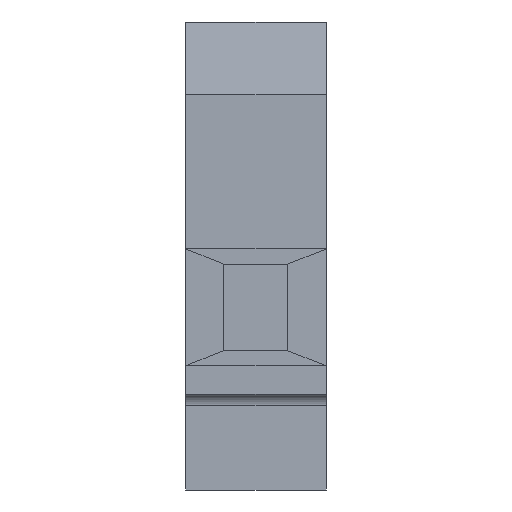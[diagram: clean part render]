
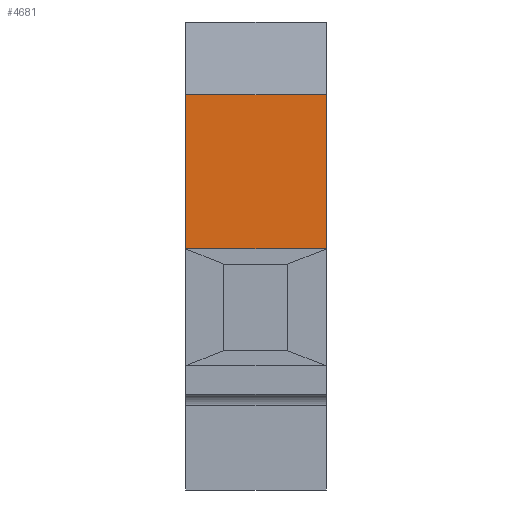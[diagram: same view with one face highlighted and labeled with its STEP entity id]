
A CAD part, left-side view. The second image highlights one B-rep face of the part: STEP entity #4681.
In plain terms, the highlighted planar face has unit normal (-1, 0, 0).
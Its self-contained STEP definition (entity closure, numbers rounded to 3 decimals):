
#1528 = VERTEX_POINT ( 'NONE', #29673 ) ;
#1906 = ORIENTED_EDGE ( 'NONE', *, *, #23968, .T. ) ;
#1937 = VERTEX_POINT ( 'NONE', #7572 ) ;
#3269 = LINE ( 'NONE', #13678, #30274 ) ;
#4234 = LINE ( 'NONE', #14302, #18572 ) ;
#4681 = ADVANCED_FACE ( 'NONE', ( #16593 ), #14166, .T. ) ;
#4951 = CARTESIAN_POINT ( 'NONE',  ( -15., 6., 10.307 ) ) ;
#7572 = CARTESIAN_POINT ( 'NONE',  ( -15., 6., 16.891 ) ) ;
#8185 = CARTESIAN_POINT ( 'NONE',  ( -15., 6., 16.891 ) ) ;
#8236 = VERTEX_POINT ( 'NONE', #15773 ) ;
#8361 = AXIS2_PLACEMENT_3D ( 'NONE', #24080, #31584, #19190 ) ;
#8603 = DIRECTION ( 'NONE',  ( 0., -1., 0. ) ) ;
#9992 = DIRECTION ( 'NONE',  ( 0., -1., 0. ) ) ;
#10794 = LINE ( 'NONE', #8185, #17507 ) ;
#13678 = CARTESIAN_POINT ( 'NONE',  ( -15., 6., 16.891 ) ) ;
#14166 = PLANE ( 'NONE',  #8361 ) ;
#14302 = CARTESIAN_POINT ( 'NONE',  ( -15., 0., 16.891 ) ) ;
#14842 = EDGE_CURVE ( 'NONE', #8236, #1528, #27582, .T. ) ;
#15773 = CARTESIAN_POINT ( 'NONE',  ( -15., 6., 10.307 ) ) ;
#15825 = DIRECTION ( 'NONE',  ( 0., 0., -1. ) ) ;
#16593 = FACE_OUTER_BOUND ( 'NONE', #27429, .T. ) ;
#17435 = CARTESIAN_POINT ( 'NONE',  ( -15., 0., 16.891 ) ) ;
#17507 = VECTOR ( 'NONE', #15825, 1000. ) ;
#18572 = VECTOR ( 'NONE', #26345, 1000. ) ;
#19190 = DIRECTION ( 'NONE',  ( 0., 0., 1. ) ) ;
#20481 = ORIENTED_EDGE ( 'NONE', *, *, #14842, .T. ) ;
#20939 = EDGE_CURVE ( 'NONE', #1937, #30376, #3269, .T. ) ;
#20978 = ORIENTED_EDGE ( 'NONE', *, *, #20939, .F. ) ;
#22322 = ORIENTED_EDGE ( 'NONE', *, *, #30800, .F. ) ;
#23968 = EDGE_CURVE ( 'NONE', #1937, #8236, #10794, .T. ) ;
#24080 = CARTESIAN_POINT ( 'NONE',  ( -15., 6., 16.891 ) ) ;
#26345 = DIRECTION ( 'NONE',  ( 0., 0., -1. ) ) ;
#27429 = EDGE_LOOP ( 'NONE', ( #20481, #22322, #20978, #1906 ) ) ;
#27582 = LINE ( 'NONE', #4951, #32158 ) ;
#29673 = CARTESIAN_POINT ( 'NONE',  ( -15., 0., 10.307 ) ) ;
#30274 = VECTOR ( 'NONE', #8603, 1000. ) ;
#30376 = VERTEX_POINT ( 'NONE', #17435 ) ;
#30800 = EDGE_CURVE ( 'NONE', #30376, #1528, #4234, .T. ) ;
#31584 = DIRECTION ( 'NONE',  ( -1., 0., 0. ) ) ;
#32158 = VECTOR ( 'NONE', #9992, 1000. ) ;
